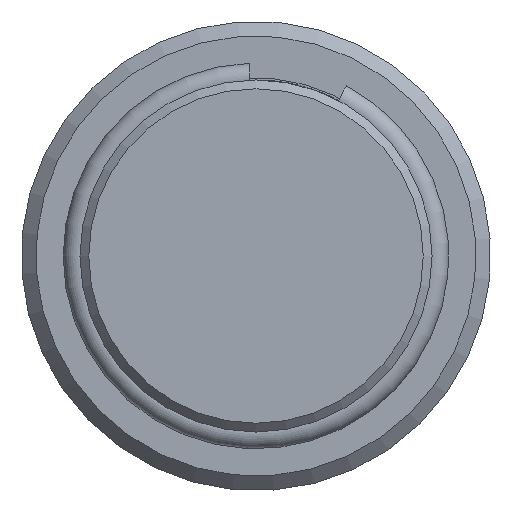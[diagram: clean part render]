
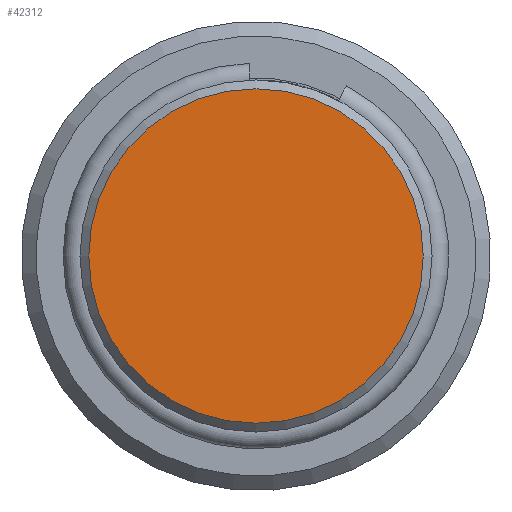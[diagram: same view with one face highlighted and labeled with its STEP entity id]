
A CAD part, left-side view. The second image highlights one B-rep face of the part: STEP entity #42312.
In plain terms, the highlighted planar face has unit normal (-1, 0, 0).
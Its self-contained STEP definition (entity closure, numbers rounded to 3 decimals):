
#42289=CARTESIAN_POINT('',(0.,5.7,0.));
#42290=VERTEX_POINT('',#42289);
#42291=CARTESIAN_POINT('',(0.,0.0,0.0));
#42292=DIRECTION('',(1.0,0.0,0.0));
#42293=DIRECTION('',(0.0,-1.0,0.0));
#42294=AXIS2_PLACEMENT_3D('',#42291,#42292,#42293);
#42295=CIRCLE('',#42294,5.7);
#42296=EDGE_CURVE('',#42290,#42290,#42295,.T.);
#42304=CARTESIAN_POINT('',(0.,5.25,0.0));
#42305=DIRECTION('',(-1.0,0.0,0.0));
#42306=DIRECTION('',(0.0,0.0,1.0));
#42307=AXIS2_PLACEMENT_3D('',#42304,#42305,#42306);
#42308=PLANE('',#42307);
#42309=ORIENTED_EDGE('',*,*,#42296,.F.);
#42310=EDGE_LOOP('',(#42309));
#42311=FACE_OUTER_BOUND('',#42310,.T.);
#42312=ADVANCED_FACE('',(#42311),#42308,.T.);
